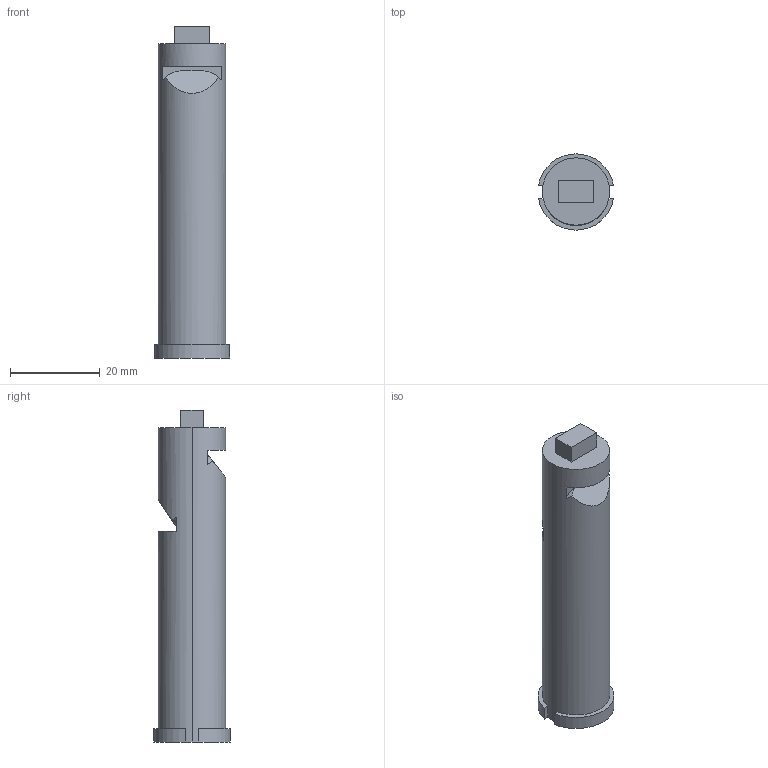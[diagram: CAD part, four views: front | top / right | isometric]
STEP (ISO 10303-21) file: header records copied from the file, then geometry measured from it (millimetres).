
FILE_DESCRIPTION (( 'STEP AP203' ), '1' );
FILE_NAME ('arm-piston-x2.STEP', '2019-10-22T11:27:32', ( '' ), ( '' ), 'SwSTEP 2.0', 'SolidWorks 2013', '' );
FILE_SCHEMA (( 'CONFIG_CONTROL_DESIGN' ));
Length unit declared in the file: millimetre
Products named in the file (1): arm-piston-x2
Bounding box: 16.73 x 17 x 74 mm (x, y, z)
Volume: 12412.2 mm3; surface area: 3960.5 mm2
Topology: 1 solids, 1 shells, 27 faces, 66 edges, 44 vertices
Faces by surface type: plane 19, cylinder 8
Entity records: 879 total; most frequent: CARTESIAN_POINT 168, ORIENTED_EDGE 132, DIRECTION 130, EDGE_CURVE 66, AXIS2_PLACEMENT_3D 46, VERTEX_POINT 44, VECTOR 38, LINE 38
